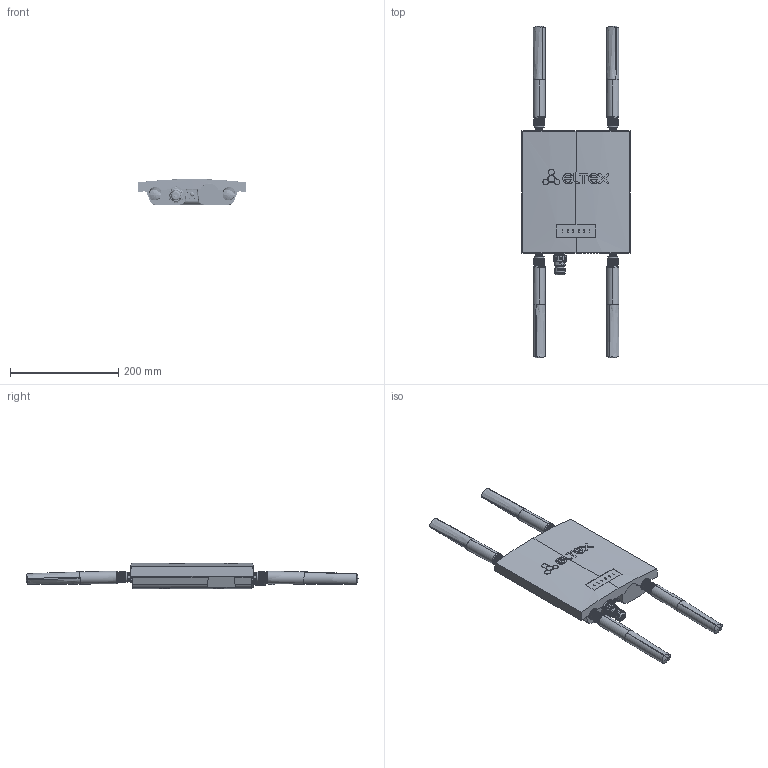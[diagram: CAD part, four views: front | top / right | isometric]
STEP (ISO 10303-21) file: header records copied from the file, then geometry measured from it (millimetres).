
FILE_DESCRIPTION (( 'STEP AP214' ), '1' );
FILE_NAME ('WB-11P.STEP', '2025-10-29T09:57:16', ( '' ), ( '' ), 'SwSTEP 2.0', 'SolidWorks 2023', '' );
FILE_SCHEMA (( 'AUTOMOTIVE_DESIGN' ));
Length unit declared in the file: millimetre
Products named in the file (16): __WOP2ac.010_WOP2ac.010; __WOP2ac.011_WOP2ac.011; __Cable N(female) to CRC9 - 100mm_WB-11P 1v2_3; __Plastic case WB11P_WB11P; __LYNwave AOA150_AOA150-091060-000001; __LYNwave AOA150_AOA150-051050-000002; __LLT-RJ45MMYPLA03_1; __Cable N(female) to CRC9 - 100mm_WB-11P 1v2_2; __Cable N(female) to CRC9 - 100mm_WB-11P 1v2_4; __Kinsun 6307040205-120_no cable; WB-11P; __Cable LLT-RJ45MMYPLA03_wirelessly; __WB11P.001_WB11P.001; __WOP1ac.008; __LLT-RJ45GGZZLA01_LLT-RJ45GGZZLA01; __Cable N(female) to CRC9 - 100mm_WB-11P 1v2
Assembly tree (20 placements, depth 4):
  WB-11P
    __Cable LLT-RJ45MMYPLA03_wirelessly
      __LLT-RJ45MMYPLA03_1
    __WOP1ac.008
    __Cable N(female) to CRC9 - 100mm_WB-11P 1v2
      __Kinsun 6307040205-120_no cable
    __Cable N(female) to CRC9 - 100mm_WB-11P 1v2_2
      __Kinsun 6307040205-120_no cable
    __Cable N(female) to CRC9 - 100mm_WB-11P 1v2_3
      __Kinsun 6307040205-120_no cable
    __Cable N(female) to CRC9 - 100mm_WB-11P 1v2_4
      __Kinsun 6307040205-120_no cable
    __LLT-RJ45GGZZLA01_LLT-RJ45GGZZLA01
    __LYNwave AOA150_AOA150-051050-000002  x2
    __LYNwave AOA150_AOA150-091060-000001  x2
    __Plastic case WB11P_WB11P
      __WB11P.001_WB11P.001
      __WOP2ac.010_WOP2ac.010
        __WOP2ac.011_WOP2ac.011
Bounding box: 200 x 614.63 x 48 mm (x, y, z)
Volume: 686316.6 mm3; surface area: 369257 mm2
Topology: 32 solids, 32 shells, 6630 faces, 18324 edges, 11839 vertices
Faces by surface type: plane 3435, cylinder 1603, bspline 1092, cone 409, torus 87, sphere 4
Entity records: 283742 total; most frequent: CARTESIAN_POINT 175980, ORIENTED_EDGE 23018, DIRECTION 14853, EDGE_CURVE 11509, VERTEX_POINT 7483, LINE 5037, VECTOR 5037, AXIS2_PLACEMENT_3D 4908
